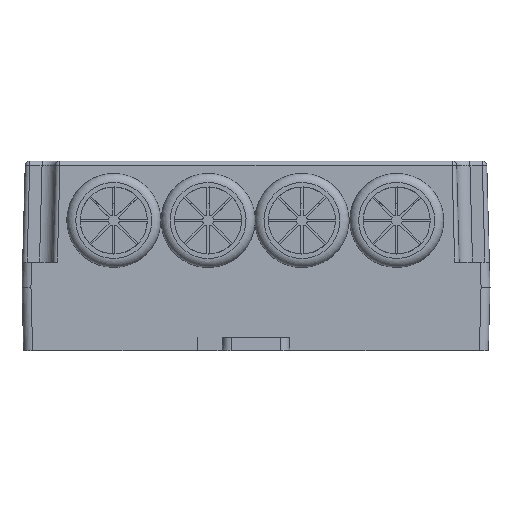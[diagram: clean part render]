
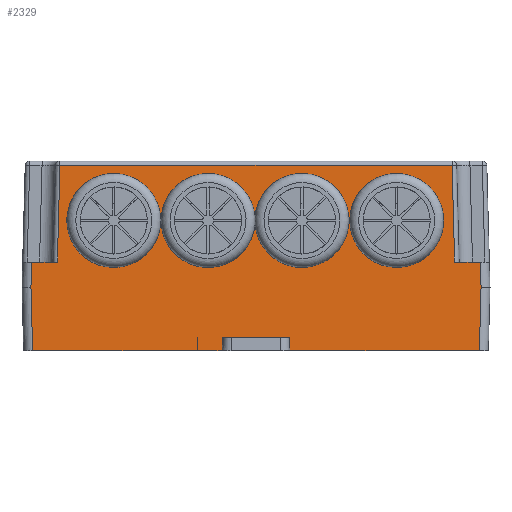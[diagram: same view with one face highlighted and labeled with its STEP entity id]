
A CAD part, front view. The second image highlights one B-rep face of the part: STEP entity #2329.
In plain terms, the highlighted planar face has unit normal (0, -1, 0.026).
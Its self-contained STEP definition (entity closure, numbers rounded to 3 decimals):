
#2329=ADVANCED_FACE('',(#4180,#4181,#4182,#4183),#3165,.T.);
#3165=PLANE('',#17723);
#3835=ELLIPSE('',#17718,10.514,10.51);
#3836=ELLIPSE('',#17719,10.514,10.51);
#3837=ELLIPSE('',#17720,10.504,10.5);
#3838=ELLIPSE('',#17721,10.504,10.5);
#3839=ELLIPSE('',#17722,2.001,2.);
#4180=FACE_BOUND('',#4421,.T.);
#4181=FACE_BOUND('',#4422,.T.);
#4182=FACE_BOUND('',#4423,.T.);
#4183=FACE_BOUND('',#4424,.T.);
#4421=EDGE_LOOP('',(#6068,#6069));
#4422=EDGE_LOOP('',(#6070));
#4423=EDGE_LOOP('',(#6071));
#4424=EDGE_LOOP('',(#6072,#6073,#6074,#6075,#6076,#6077,#6078,#6079,#6080,
#6081,#6082,#6083,#6084,#6085,#6086,#6087,#6088,#6089,#6090,#6091,#6092,
#6093));
#6068=ORIENTED_EDGE('',*,*,#12036,.T.);
#6069=ORIENTED_EDGE('',*,*,#12037,.T.);
#6070=ORIENTED_EDGE('',*,*,#12038,.T.);
#6071=ORIENTED_EDGE('',*,*,#12039,.T.);
#6072=ORIENTED_EDGE('',*,*,#12040,.T.);
#6073=ORIENTED_EDGE('',*,*,#12041,.T.);
#6074=ORIENTED_EDGE('',*,*,#12042,.T.);
#6075=ORIENTED_EDGE('',*,*,#12043,.F.);
#6076=ORIENTED_EDGE('',*,*,#12044,.T.);
#6077=ORIENTED_EDGE('',*,*,#12045,.F.);
#6078=ORIENTED_EDGE('',*,*,#12046,.T.);
#6079=ORIENTED_EDGE('',*,*,#12047,.T.);
#6080=ORIENTED_EDGE('',*,*,#12048,.F.);
#6081=ORIENTED_EDGE('',*,*,#12049,.T.);
#6082=ORIENTED_EDGE('',*,*,#12050,.F.);
#6083=ORIENTED_EDGE('',*,*,#12051,.F.);
#6084=ORIENTED_EDGE('',*,*,#12052,.T.);
#6085=ORIENTED_EDGE('',*,*,#12053,.T.);
#6086=ORIENTED_EDGE('',*,*,#12054,.T.);
#6087=ORIENTED_EDGE('',*,*,#12055,.T.);
#6088=ORIENTED_EDGE('',*,*,#12056,.T.);
#6089=ORIENTED_EDGE('',*,*,#12057,.T.);
#6090=ORIENTED_EDGE('',*,*,#12058,.T.);
#6091=ORIENTED_EDGE('',*,*,#12059,.T.);
#6092=ORIENTED_EDGE('',*,*,#12060,.F.);
#6093=ORIENTED_EDGE('',*,*,#12061,.T.);
#10398=VERTEX_POINT('',#24491);
#10399=VERTEX_POINT('',#24492);
#10400=VERTEX_POINT('',#24495);
#10401=VERTEX_POINT('',#24497);
#10402=VERTEX_POINT('',#24499);
#10403=VERTEX_POINT('',#24500);
#10404=VERTEX_POINT('',#24502);
#10405=VERTEX_POINT('',#24504);
#10406=VERTEX_POINT('',#24506);
#10407=VERTEX_POINT('',#24508);
#10408=VERTEX_POINT('',#24510);
#10409=VERTEX_POINT('',#24512);
#10410=VERTEX_POINT('',#24514);
#10411=VERTEX_POINT('',#24516);
#10412=VERTEX_POINT('',#24518);
#10413=VERTEX_POINT('',#24520);
#10414=VERTEX_POINT('',#24522);
#10415=VERTEX_POINT('',#24524);
#10416=VERTEX_POINT('',#24526);
#10417=VERTEX_POINT('',#24528);
#10418=VERTEX_POINT('',#24530);
#10419=VERTEX_POINT('',#24532);
#10420=VERTEX_POINT('',#24534);
#10421=VERTEX_POINT('',#24536);
#10422=VERTEX_POINT('',#24538);
#10423=VERTEX_POINT('',#24540);
#12036=EDGE_CURVE('',#10398,#10399,#3835,.T.);
#12037=EDGE_CURVE('',#10399,#10398,#3836,.T.);
#12038=EDGE_CURVE('',#10400,#10400,#3837,.T.);
#12039=EDGE_CURVE('',#10401,#10401,#3838,.T.);
#12040=EDGE_CURVE('',#10402,#10403,#14161,.T.);
#12041=EDGE_CURVE('',#10403,#10404,#14162,.T.);
#12042=EDGE_CURVE('',#10404,#10405,#14163,.T.);
#12043=EDGE_CURVE('',#10406,#10405,#14164,.T.);
#12044=EDGE_CURVE('',#10406,#10407,#14165,.T.);
#12045=EDGE_CURVE('',#10408,#10407,#14166,.T.);
#12046=EDGE_CURVE('',#10408,#10409,#14167,.T.);
#12047=EDGE_CURVE('',#10409,#10410,#14168,.T.);
#12048=EDGE_CURVE('',#10411,#10410,#14169,.T.);
#12049=EDGE_CURVE('',#10411,#10412,#14170,.T.);
#12050=EDGE_CURVE('',#10413,#10412,#14171,.T.);
#12051=EDGE_CURVE('',#10414,#10413,#14172,.T.);
#12052=EDGE_CURVE('',#10414,#10415,#14173,.T.);
#12053=EDGE_CURVE('',#10415,#10416,#14174,.T.);
#12054=EDGE_CURVE('',#10416,#10417,#3839,.T.);
#12055=EDGE_CURVE('',#10417,#10418,#14175,.T.);
#12056=EDGE_CURVE('',#10418,#10419,#14176,.T.);
#12057=EDGE_CURVE('',#10419,#10420,#14177,.T.);
#12058=EDGE_CURVE('',#10420,#10421,#14178,.T.);
#12059=EDGE_CURVE('',#10421,#10422,#14179,.T.);
#12060=EDGE_CURVE('',#10423,#10422,#14180,.T.);
#12061=EDGE_CURVE('',#10423,#10402,#14181,.T.);
#14161=LINE('',#24498,#16029);
#14162=LINE('',#24501,#16030);
#14163=LINE('',#24503,#16031);
#14164=LINE('',#24505,#16032);
#14165=LINE('',#24507,#16033);
#14166=LINE('',#24509,#16034);
#14167=LINE('',#24511,#16035);
#14168=LINE('',#24513,#16036);
#14169=LINE('',#24515,#16037);
#14170=LINE('',#24517,#16038);
#14171=LINE('',#24519,#16039);
#14172=LINE('',#24521,#16040);
#14173=LINE('',#24523,#16041);
#14174=LINE('',#24525,#16042);
#14175=LINE('',#24529,#16043);
#14176=LINE('',#24531,#16044);
#14177=LINE('',#24533,#16045);
#14178=LINE('',#24535,#16046);
#14179=LINE('',#24537,#16047);
#14180=LINE('',#24539,#16048);
#14181=LINE('',#24541,#16049);
#16029=VECTOR('',#19713,1.);
#16030=VECTOR('',#19714,1.);
#16031=VECTOR('',#19715,1.);
#16032=VECTOR('',#19716,1.);
#16033=VECTOR('',#19717,1.);
#16034=VECTOR('',#19718,1.);
#16035=VECTOR('',#19719,1.);
#16036=VECTOR('',#19720,1.);
#16037=VECTOR('',#19721,1.);
#16038=VECTOR('',#19722,1.);
#16039=VECTOR('',#19723,1.);
#16040=VECTOR('',#19724,1.);
#16041=VECTOR('',#19725,1.);
#16042=VECTOR('',#19726,1.);
#16043=VECTOR('',#19729,1.);
#16044=VECTOR('',#19730,1.);
#16045=VECTOR('',#19731,1.);
#16046=VECTOR('',#19732,1.);
#16047=VECTOR('',#19733,1.);
#16048=VECTOR('',#19734,1.);
#16049=VECTOR('',#19735,1.);
#17718=AXIS2_PLACEMENT_3D('',#24490,#19705,#19706);
#17719=AXIS2_PLACEMENT_3D('',#24493,#19707,#19708);
#17720=AXIS2_PLACEMENT_3D('',#24494,#19709,#19710);
#17721=AXIS2_PLACEMENT_3D('',#24496,#19711,#19712);
#17722=AXIS2_PLACEMENT_3D('',#24527,#19727,#19728);
#17723=AXIS2_PLACEMENT_3D('',#24542,#19736,#19737);
#19705=DIRECTION('',(0.,1.,-0.026));
#19706=DIRECTION('',(0.,-0.026,-1.));
#19707=DIRECTION('',(0.,1.,-0.026));
#19708=DIRECTION('',(0.,-0.026,-1.));
#19709=DIRECTION('',(0.,1.,-0.026));
#19710=DIRECTION('',(0.,-0.026,-1.));
#19711=DIRECTION('',(0.,1.,-0.026));
#19712=DIRECTION('',(0.,-0.026,-1.));
#19713=DIRECTION('',(1.,0.,0.));
#19714=DIRECTION('',(0.026,-0.026,-0.999));
#19715=DIRECTION('',(1.,0.,0.));
#19716=DIRECTION('',(-0.009,-0.026,-1.));
#19717=DIRECTION('',(1.,0.,0.));
#19718=DIRECTION('',(0.,0.026,1.));
#19719=DIRECTION('',(1.,0.,0.));
#19720=DIRECTION('',(0.052,0.026,0.998));
#19721=DIRECTION('',(-1.,0.,0.));
#19722=DIRECTION('',(1.,0.,0.));
#19723=DIRECTION('',(-1.,0.,0.));
#19724=DIRECTION('',(-0.052,0.026,0.998));
#19725=DIRECTION('',(1.,0.,0.));
#19726=DIRECTION('',(0.026,0.026,0.999));
#19727=DIRECTION('',(0.,0.,1.));
#19728=DIRECTION('',(0.707,0.707,0.));
#19729=DIRECTION('',(-0.026,0.026,0.999));
#19730=DIRECTION('',(-1.,0.,0.));
#19731=DIRECTION('',(-0.026,0.026,0.999));
#19732=DIRECTION('',(-1.,0.,0.));
#19733=DIRECTION('',(-0.026,-0.026,-0.999));
#19734=DIRECTION('',(1.,0.,0.));
#19735=DIRECTION('',(-0.026,-0.026,-0.999));
#19736=DIRECTION('',(0.,-1.,0.026));
#19737=DIRECTION('',(0.,0.026,1.));
#24490=CARTESIAN_POINT('',(-247.577,184.519,21.998));
#24491=CARTESIAN_POINT('',(-258.077,184.531,22.456));
#24492=CARTESIAN_POINT('',(-258.077,184.507,21.539));
#24493=CARTESIAN_POINT('',(-268.577,184.519,21.998));
#24494=CARTESIAN_POINT('',(-289.677,184.519,21.998));
#24495=CARTESIAN_POINT('',(-289.677,184.244,11.498));
#24496=CARTESIAN_POINT('',(-226.377,184.519,21.998));
#24497=CARTESIAN_POINT('',(-226.377,184.244,11.498));
#24498=CARTESIAN_POINT('',(-289.282,184.127,7.));
#24499=CARTESIAN_POINT('',(-308.203,184.127,7.));
#24500=CARTESIAN_POINT('',(-308.2,184.127,7.));
#24501=CARTESIAN_POINT('',(-307.83,183.756,-7.148));
#24502=CARTESIAN_POINT('',(-307.829,183.755,-7.2));
#24503=CARTESIAN_POINT('',(-41.774,183.755,-7.2));
#24504=CARTESIAN_POINT('',(-270.979,183.755,-7.2));
#24505=CARTESIAN_POINT('',(-270.98,183.751,-7.36));
#24506=CARTESIAN_POINT('',(-270.952,183.833,-4.2));
#24507=CARTESIAN_POINT('',(-296.,183.833,-4.2));
#24508=CARTESIAN_POINT('',(-270.922,183.833,-4.2));
#24509=CARTESIAN_POINT('',(-270.922,184.007,2.425));
#24510=CARTESIAN_POINT('',(-270.922,183.755,-7.2));
#24511=CARTESIAN_POINT('',(-41.774,183.755,-7.2));
#24512=CARTESIAN_POINT('',(-265.434,183.755,-7.2));
#24513=CARTESIAN_POINT('',(-265.381,183.781,-6.181));
#24514=CARTESIAN_POINT('',(-265.277,183.833,-4.2));
#24515=CARTESIAN_POINT('',(-289.282,183.833,-4.2));
#24516=CARTESIAN_POINT('',(-261.71,183.833,-4.2));
#24517=CARTESIAN_POINT('',(-296.,183.833,-4.2));
#24518=CARTESIAN_POINT('',(-254.029,183.833,-4.2));
#24519=CARTESIAN_POINT('',(-289.282,183.833,-4.2));
#24520=CARTESIAN_POINT('',(-250.461,183.833,-4.2));
#24521=CARTESIAN_POINT('',(-250.411,183.808,-5.164));
#24522=CARTESIAN_POINT('',(-250.304,183.755,-7.2));
#24523=CARTESIAN_POINT('',(-289.282,183.755,-7.2));
#24524=CARTESIAN_POINT('',(-207.876,183.755,-7.2));
#24525=CARTESIAN_POINT('',(-207.503,184.128,7.052));
#24526=CARTESIAN_POINT('',(-207.504,184.127,7.));
#24527=CARTESIAN_POINT('',(-207.503,186.127,7.));
#24528=CARTESIAN_POINT('',(-207.502,184.127,7.));
#24529=CARTESIAN_POINT('',(-207.185,183.81,-5.078));
#24530=CARTESIAN_POINT('',(-207.651,184.276,12.702));
#24531=CARTESIAN_POINT('',(-289.282,184.276,12.702));
#24532=CARTESIAN_POINT('',(-213.419,184.276,12.702));
#24533=CARTESIAN_POINT('',(-213.984,184.842,34.303));
#24534=CARTESIAN_POINT('',(-213.985,184.842,34.329));
#24535=CARTESIAN_POINT('',(-301.99,184.842,34.329));
#24536=CARTESIAN_POINT('',(-301.72,184.842,34.329));
#24537=CARTESIAN_POINT('',(-302.287,184.275,12.676));
#24538=CARTESIAN_POINT('',(-302.286,184.276,12.702));
#24539=CARTESIAN_POINT('',(-306.291,184.276,12.702));
#24540=CARTESIAN_POINT('',(-308.054,184.276,12.702));
#24541=CARTESIAN_POINT('',(-308.563,183.767,-6.731));
#24542=CARTESIAN_POINT('',(-289.282,183.755,-7.2));
